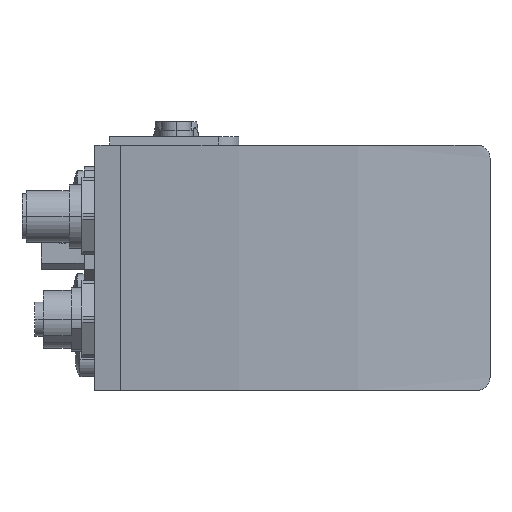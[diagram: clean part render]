
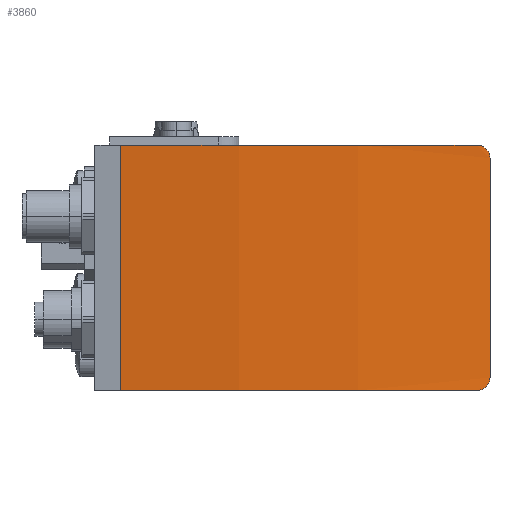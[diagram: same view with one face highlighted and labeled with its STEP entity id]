
A CAD part, left-side view. The second image highlights one B-rep face of the part: STEP entity #3860.
In plain terms, the highlighted cylindrical face has radius 300 mm (diameter 600 mm), a partial arc.
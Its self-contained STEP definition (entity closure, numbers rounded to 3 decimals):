
#3860=ADVANCED_FACE('',(#8327),#8328,.T.);
#3876=EDGE_CURVE('',#8351,#8352,#8353,.T.);
#3878=EDGE_CURVE('',#8355,#8351,#8356,.T.);
#3880=EDGE_CURVE('',#8358,#8355,#8359,.T.);
#3882=EDGE_CURVE('',#8361,#8358,#8362,.T.);
#3884=EDGE_CURVE('',#8364,#8361,#8365,.T.);
#3886=EDGE_CURVE('',#8352,#8364,#8367,.T.);
#8327=FACE_OUTER_BOUND('',#14766,.T.);
#8328=CYLINDRICAL_SURFACE('',#14767,300.0);
#8351=VERTEX_POINT('',#14791);
#8352=VERTEX_POINT('',#14792);
#8353=B_SPLINE_CURVE_WITH_KNOTS('',3,(#14793,#14794,#14795,#14796,#14797,#14798,#14799,#14800,#14801,#14802,#14803,#14804,#14805,#14806,#14807,#14808,#14809,#14810),.UNSPECIFIED.,.F.,.F.,(4,2,2,2,2,2,2,2,4),(4.539,5.11,5.681,6.252,6.822,7.387,7.952,8.517,9.082),.UNSPECIFIED.);
#8355=VERTEX_POINT('',#14813);
#8356=CIRCLE('',#14814,300.0);
#8358=VERTEX_POINT('',#14817);
#8359=LINE('',#14818,#14819);
#8361=VERTEX_POINT('',#14822);
#8362=CIRCLE('',#14823,300.0);
#8364=VERTEX_POINT('',#14826);
#8365=B_SPLINE_CURVE_WITH_KNOTS('',3,(#14827,#14828,#14829,#14830,#14831,#14832,#14833,#14834,#14835,#14836,#14837,#14838,#14839,#14840,#14841,#14842,#14843,#14844),.UNSPECIFIED.,.F.,.F.,(4,2,2,2,2,2,2,2,4),(9.082,9.648,10.214,10.78,11.346,11.916,12.485,13.054,13.624),.UNSPECIFIED.);
#8367=LINE('',#14847,#14848);
#14766=EDGE_LOOP('',(#21995,#21996,#21997,#21998,#21999,#22000));
#14767=AXIS2_PLACEMENT_3D('',#22001,#22002,#22003);
#14791=CARTESIAN_POINT('',(-4.808,-25.6,28.6));
#14792=CARTESIAN_POINT('',(-4.388,-28.6,25.6));
#14793=CARTESIAN_POINT('',(-4.808,-25.6,28.6));
#14794=CARTESIAN_POINT('',(-4.782,-25.789,28.6));
#14795=CARTESIAN_POINT('',(-4.756,-25.984,28.582));
#14796=CARTESIAN_POINT('',(-4.703,-26.372,28.506));
#14797=CARTESIAN_POINT('',(-4.676,-26.565,28.448));
#14798=CARTESIAN_POINT('',(-4.625,-26.935,28.294));
#14799=CARTESIAN_POINT('',(-4.6,-27.112,28.198));
#14800=CARTESIAN_POINT('',(-4.554,-27.441,27.977));
#14801=CARTESIAN_POINT('',(-4.532,-27.592,27.851));
#14802=CARTESIAN_POINT('',(-4.495,-27.858,27.585));
#14803=CARTESIAN_POINT('',(-4.477,-27.982,27.435));
#14804=CARTESIAN_POINT('',(-4.446,-28.201,27.108));
#14805=CARTESIAN_POINT('',(-4.432,-28.296,26.931));
#14806=CARTESIAN_POINT('',(-4.41,-28.448,26.562));
#14807=CARTESIAN_POINT('',(-4.401,-28.506,26.37));
#14808=CARTESIAN_POINT('',(-4.39,-28.582,25.983));
#14809=CARTESIAN_POINT('',(-4.388,-28.6,25.788));
#14810=CARTESIAN_POINT('',(-4.388,-28.6,25.6));
#14813=CARTESIAN_POINT('',(-4.388,57.6,28.6));
#14814=AXIS2_PLACEMENT_3D('',#22062,#22063,#22064);
#14817=CARTESIAN_POINT('',(-4.388,57.6,-28.6));
#14818=CARTESIAN_POINT('',(-4.388,57.6,0.0));
#14819=VECTOR('',#22065,1.0);
#14822=CARTESIAN_POINT('',(-4.808,-25.6,-28.6));
#14823=AXIS2_PLACEMENT_3D('',#22066,#22067,#22068);
#14826=CARTESIAN_POINT('',(-4.388,-28.6,-25.6));
#14827=CARTESIAN_POINT('',(-4.388,-28.6,-25.6));
#14828=CARTESIAN_POINT('',(-4.388,-28.6,-25.789));
#14829=CARTESIAN_POINT('',(-4.39,-28.582,-25.984));
#14830=CARTESIAN_POINT('',(-4.402,-28.506,-26.372));
#14831=CARTESIAN_POINT('',(-4.41,-28.448,-26.565));
#14832=CARTESIAN_POINT('',(-4.432,-28.294,-26.934));
#14833=CARTESIAN_POINT('',(-4.446,-28.199,-27.111));
#14834=CARTESIAN_POINT('',(-4.477,-27.979,-27.438));
#14835=CARTESIAN_POINT('',(-4.495,-27.854,-27.589));
#14836=CARTESIAN_POINT('',(-4.533,-27.588,-27.855));
#14837=CARTESIAN_POINT('',(-4.554,-27.437,-27.98));
#14838=CARTESIAN_POINT('',(-4.601,-27.109,-28.2));
#14839=CARTESIAN_POINT('',(-4.625,-26.932,-28.296));
#14840=CARTESIAN_POINT('',(-4.677,-26.562,-28.449));
#14841=CARTESIAN_POINT('',(-4.703,-26.37,-28.506));
#14842=CARTESIAN_POINT('',(-4.756,-25.983,-28.582));
#14843=CARTESIAN_POINT('',(-4.783,-25.788,-28.6));
#14844=CARTESIAN_POINT('',(-4.808,-25.6,-28.6));
#14847=CARTESIAN_POINT('',(-4.388,-28.6,0.0));
#14848=VECTOR('',#22069,1.0);
#21995=ORIENTED_EDGE('',*,*,#3876,.F.);
#21996=ORIENTED_EDGE('',*,*,#3878,.F.);
#21997=ORIENTED_EDGE('',*,*,#3880,.F.);
#21998=ORIENTED_EDGE('',*,*,#3882,.F.);
#21999=ORIENTED_EDGE('',*,*,#3884,.F.);
#22000=ORIENTED_EDGE('',*,*,#3886,.F.);
#22001=CARTESIAN_POINT('',(292.5,14.5,28.6));
#22002=DIRECTION('',(0.0,-0.0,-1.0));
#22003=DIRECTION('',(-0.99,-0.144,0.0));
#22062=CARTESIAN_POINT('',(292.5,14.5,28.6));
#22063=DIRECTION('',(0.0,0.0,1.0));
#22064=DIRECTION('',(-0.99,-0.144,0.0));
#22065=DIRECTION('',(0.0,0.0,1.0));
#22066=CARTESIAN_POINT('',(292.5,14.5,-28.6));
#22067=DIRECTION('',(-0.0,0.0,-1.0));
#22068=DIRECTION('',(-0.99,-0.144,0.0));
#22069=DIRECTION('',(0.0,0.0,-1.0));
